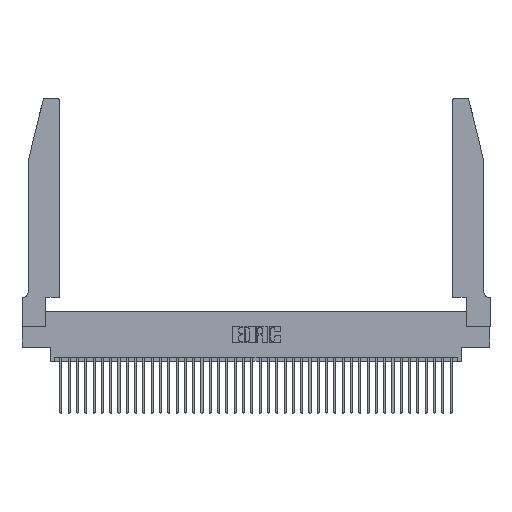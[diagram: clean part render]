
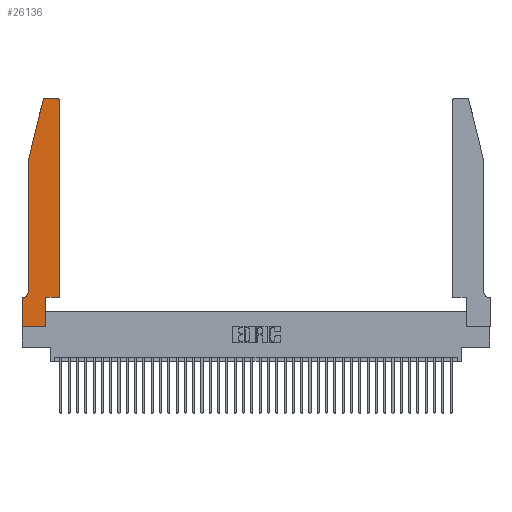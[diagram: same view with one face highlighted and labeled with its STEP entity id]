
A CAD part, top view. The second image highlights one B-rep face of the part: STEP entity #26136.
In plain terms, the highlighted planar face has unit normal (0, 0, 1).
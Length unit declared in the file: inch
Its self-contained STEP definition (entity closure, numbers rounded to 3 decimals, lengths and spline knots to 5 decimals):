
#164 = EDGE_CURVE ( 'NONE', #1825, #1605, #29193, .T. ) ;
#709 = CARTESIAN_POINT ( 'NONE',  ( 0.0755, 0.42, 0.37 ) ) ;
#849 = DIRECTION ( 'NONE',  ( 1., 0., 0. ) ) ;
#919 = VERTEX_POINT ( 'NONE', #38217 ) ;
#1007 = ORIENTED_EDGE ( 'NONE', *, *, #2385, .T. ) ;
#1228 = VECTOR ( 'NONE', #27402, 39.37008 ) ;
#1265 = CARTESIAN_POINT ( 'NONE',  ( 0.0755, 2., 0.37 ) ) ;
#1605 = VERTEX_POINT ( 'NONE', #25358 ) ;
#1825 = VERTEX_POINT ( 'NONE', #6979 ) ;
#2260 = VECTOR ( 'NONE', #20281, 39.37008 ) ;
#2363 = CARTESIAN_POINT ( 'NONE',  ( 0.0055, 0.35, 0.37 ) ) ;
#2385 = EDGE_CURVE ( 'NONE', #1605, #36966, #9358, .T. ) ;
#2594 = EDGE_CURVE ( 'NONE', #25814, #919, #9852, .T. ) ;
#2599 = LINE ( 'NONE', #38495, #27375 ) ;
#3096 = ORIENTED_EDGE ( 'NONE', *, *, #26838, .T. ) ;
#3414 = VECTOR ( 'NONE', #34534, 39.37008 ) ;
#3443 = LINE ( 'NONE', #1265, #4483 ) ;
#4483 = VECTOR ( 'NONE', #23916, 39.37008 ) ;
#4839 = ORIENTED_EDGE ( 'NONE', *, *, #39400, .T. ) ;
#5180 = CARTESIAN_POINT ( 'NONE',  ( 0.0755, 2., 0.37 ) ) ;
#5594 = EDGE_CURVE ( 'NONE', #6303, #8642, #35726, .T. ) ;
#6104 = ORIENTED_EDGE ( 'NONE', *, *, #34004, .T. ) ;
#6160 = CARTESIAN_POINT ( 'NONE',  ( 0.0055, 0.42, 0.37 ) ) ;
#6303 = VERTEX_POINT ( 'NONE', #709 ) ;
#6979 = CARTESIAN_POINT ( 'NONE',  ( 0.4505, 0.35, 0.37 ) ) ;
#7098 = CARTESIAN_POINT ( 'NONE',  ( 0.4205, 2.72, 0.37 ) ) ;
#7239 = CARTESIAN_POINT ( 'NONE',  ( 0., 0., 0.37 ) ) ;
#7464 = VECTOR ( 'NONE', #26081, 39.37008 ) ;
#8499 = LINE ( 'NONE', #38896, #7464 ) ;
#8642 = VERTEX_POINT ( 'NONE', #2363 ) ;
#9119 = VECTOR ( 'NONE', #37440, 39.37008 ) ;
#9193 = VERTEX_POINT ( 'NONE', #5180 ) ;
#9222 = ORIENTED_EDGE ( 'NONE', *, *, #164, .T. ) ;
#9358 = CIRCLE ( 'NONE', #18288, 0.03 ) ;
#9415 = DIRECTION ( 'NONE',  ( -1., 0., 0. ) ) ;
#9852 = LINE ( 'NONE', #24199, #1228 ) ;
#10093 = ORIENTED_EDGE ( 'NONE', *, *, #5594, .T. ) ;
#10359 = DIRECTION ( 'NONE',  ( 1., 0., 0. ) ) ;
#11011 = AXIS2_PLACEMENT_3D ( 'NONE', #39530, #20278, #849 ) ;
#11167 = VERTEX_POINT ( 'NONE', #31961 ) ;
#11428 = EDGE_CURVE ( 'NONE', #36966, #11988, #28058, .T. ) ;
#11432 = CARTESIAN_POINT ( 'NONE',  ( 0.4505, 0.35, 0.37 ) ) ;
#11988 = VERTEX_POINT ( 'NONE', #38931 ) ;
#12704 = DIRECTION ( 'NONE',  ( 0., -1., 0. ) ) ;
#14592 = ORIENTED_EDGE ( 'NONE', *, *, #2594, .T. ) ;
#15147 = ORIENTED_EDGE ( 'NONE', *, *, #11428, .T. ) ;
#15321 = DIRECTION ( 'NONE',  ( 0., 0., 1. ) ) ;
#15398 = AXIS2_PLACEMENT_3D ( 'NONE', #6160, #28742, #9415 ) ;
#16908 = VECTOR ( 'NONE', #12704, 39.37008 ) ;
#17004 = CARTESIAN_POINT ( 'NONE',  ( 0.2605, 2.75, 0.37 ) ) ;
#18288 = AXIS2_PLACEMENT_3D ( 'NONE', #7098, #29674, #10359 ) ;
#19706 = CARTESIAN_POINT ( 'NONE',  ( 0.2865, 0.35, 0.37 ) ) ;
#20278 = DIRECTION ( 'NONE',  ( 0., 0., 1. ) ) ;
#20281 = DIRECTION ( 'NONE',  ( -1., 0., 0. ) ) ;
#20855 = DIRECTION ( 'NONE',  ( 0., 1., 0. ) ) ;
#21053 = AXIS2_PLACEMENT_3D ( 'NONE', #40903, #15321, #37827 ) ;
#22139 = ORIENTED_EDGE ( 'NONE', *, *, #40766, .T. ) ;
#22292 = CARTESIAN_POINT ( 'NONE',  ( 0.0755, 2., 0.37 ) ) ;
#23916 = DIRECTION ( 'NONE',  ( -0.239, -0.971, 0. ) ) ;
#23957 = VERTEX_POINT ( 'NONE', #26877 ) ;
#23966 = ORIENTED_EDGE ( 'NONE', *, *, #38510, .T. ) ;
#24199 = CARTESIAN_POINT ( 'NONE',  ( 0., 0., 0.37 ) ) ;
#25358 = CARTESIAN_POINT ( 'NONE',  ( 0.4505, 2.72, 0.37 ) ) ;
#25470 = LINE ( 'NONE', #22292, #16908 ) ;
#25814 = VERTEX_POINT ( 'NONE', #7239 ) ;
#25815 = EDGE_CURVE ( 'NONE', #11988, #11167, #34752, .T. ) ;
#26081 = DIRECTION ( 'NONE',  ( 0., -1., 0. ) ) ;
#26136 = ADVANCED_FACE ( 'NONE', ( #40733 ), #28121, .T. ) ;
#26272 = LINE ( 'NONE', #37578, #9119 ) ;
#26838 = EDGE_CURVE ( 'NONE', #23957, #25814, #8499, .T. ) ;
#26877 = CARTESIAN_POINT ( 'NONE',  ( 0., 0.35, 0.37 ) ) ;
#27375 = VECTOR ( 'NONE', #41690, 39.37008 ) ;
#27402 = DIRECTION ( 'NONE',  ( 1., 0., 0. ) ) ;
#28058 = LINE ( 'NONE', #17004, #2260 ) ;
#28121 = PLANE ( 'NONE',  #21053 ) ;
#28219 = VERTEX_POINT ( 'NONE', #19706 ) ;
#28742 = DIRECTION ( 'NONE',  ( 0., 0., -1. ) ) ;
#28950 = CARTESIAN_POINT ( 'NONE',  ( 0.4205, 2.75, 0.37 ) ) ;
#29193 = LINE ( 'NONE', #11432, #3414 ) ;
#29674 = DIRECTION ( 'NONE',  ( 0., 0., 1. ) ) ;
#30936 = ORIENTED_EDGE ( 'NONE', *, *, #36090, .T. ) ;
#31961 = CARTESIAN_POINT ( 'NONE',  ( 0.25487, 2.72718, 0.37 ) ) ;
#32825 = ORIENTED_EDGE ( 'NONE', *, *, #25815, .T. ) ;
#33135 = LINE ( 'NONE', #33386, #41630 ) ;
#33386 = CARTESIAN_POINT ( 'NONE',  ( 0.2865, 0.35, 0.37 ) ) ;
#34004 = EDGE_CURVE ( 'NONE', #8642, #23957, #26272, .T. ) ;
#34534 = DIRECTION ( 'NONE',  ( 0., 1., 0. ) ) ;
#34752 = CIRCLE ( 'NONE', #11011, 0.03 ) ;
#35726 = CIRCLE ( 'NONE', #15398, 0.07 ) ;
#36090 = EDGE_CURVE ( 'NONE', #11167, #9193, #3443, .T. ) ;
#36966 = VERTEX_POINT ( 'NONE', #28950 ) ;
#37013 = EDGE_LOOP ( 'NONE', ( #15147, #32825, #30936, #4839, #10093, #6104, #3096, #14592, #23966, #22139, #9222, #1007 ) ) ;
#37440 = DIRECTION ( 'NONE',  ( -1., 0., 0. ) ) ;
#37578 = CARTESIAN_POINT ( 'NONE',  ( 0.0755, 0.35, 0.37 ) ) ;
#37827 = DIRECTION ( 'NONE',  ( 1., 0., 0. ) ) ;
#38217 = CARTESIAN_POINT ( 'NONE',  ( 0.2865, 0., 0.37 ) ) ;
#38495 = CARTESIAN_POINT ( 'NONE',  ( 0.4505, 0.35, 0.37 ) ) ;
#38510 = EDGE_CURVE ( 'NONE', #919, #28219, #33135, .T. ) ;
#38896 = CARTESIAN_POINT ( 'NONE',  ( 0., 0., 0.37 ) ) ;
#38931 = CARTESIAN_POINT ( 'NONE',  ( 0.284, 2.75, 0.37 ) ) ;
#39400 = EDGE_CURVE ( 'NONE', #9193, #6303, #25470, .T. ) ;
#39530 = CARTESIAN_POINT ( 'NONE',  ( 0.284, 2.72, 0.37 ) ) ;
#40733 = FACE_OUTER_BOUND ( 'NONE', #37013, .T. ) ;
#40766 = EDGE_CURVE ( 'NONE', #28219, #1825, #2599, .T. ) ;
#40903 = CARTESIAN_POINT ( 'NONE',  ( 0., 0.35, 0.37 ) ) ;
#41630 = VECTOR ( 'NONE', #20855, 39.37008 ) ;
#41690 = DIRECTION ( 'NONE',  ( 1., 0., 0. ) ) ;
